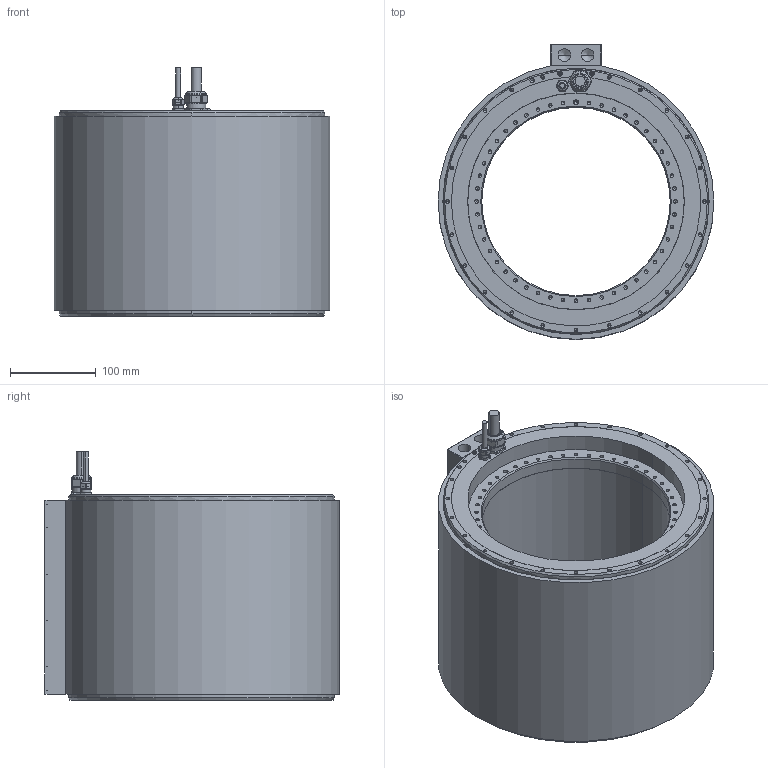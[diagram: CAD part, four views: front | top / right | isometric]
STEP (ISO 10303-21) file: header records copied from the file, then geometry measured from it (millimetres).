
FILE_DESCRIPTION((''),'2;1');
FILE_NAME('1220435-26_ASM','2018-10-19T',('CH5533'),(''),'PRO/ENGINEER BY PARAMETRIC TECHNOLOGY CORPORATION, 2014000','PRO/ENGINEER BY PARAMETRIC TECHNOLOGY CORPORATION, 2014000','');
FILE_SCHEMA(('CONFIG_CONTROL_DESIGN'));
Length unit declared in the file: millimetre
Products named in the file (3): PRT0001; PRT0002; 1220435-26_ASM
Assembly tree (2 placements, depth 2):
  1220435-26_ASM
    PRT0001
    PRT0002
Bounding box: 322 x 344.27 x 289.8 mm (x, y, z)
Volume: 10064493.6 mm3; surface area: 882135.3 mm2
Topology: 2 solids, 24 shells, 1179 faces, 2835 edges, 1613 vertices
Faces by surface type: cylinder 536, cone 352, plane 237, torus 50, sphere 4
Entity records: 37278 total; most frequent: DIRECTION 6165, CARTESIAN_POINT 5500, ORIENTED_EDGE 5078, EDGE_CURVE 2539, AXIS2_PLACEMENT_3D 2474, VERTEX_POINT 1613, EDGE_LOOP 1430, CIRCLE 1290
